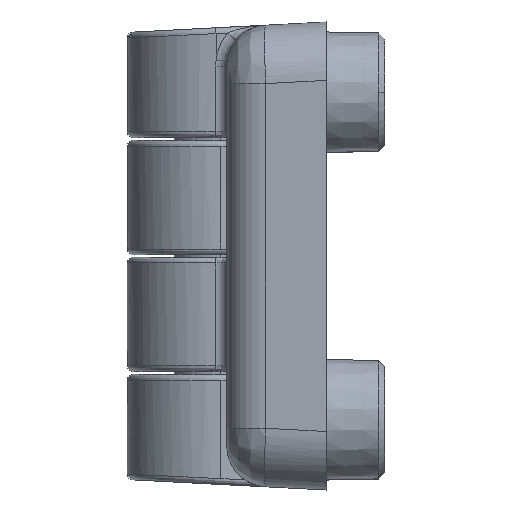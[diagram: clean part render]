
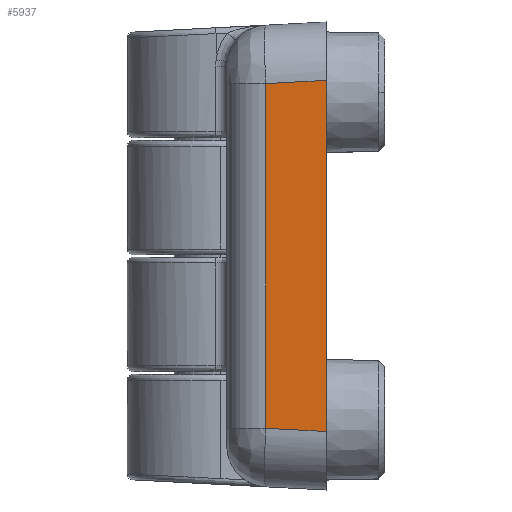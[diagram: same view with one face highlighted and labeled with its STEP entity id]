
A CAD part, left-side view. The second image highlights one B-rep face of the part: STEP entity #5937.
In plain terms, the highlighted planar face has unit normal (-0.999, 0.052, 0).
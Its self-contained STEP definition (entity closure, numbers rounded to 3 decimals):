
#103 = CARTESIAN_POINT ( 'NONE',  ( -45.05, -9., -19.99 ) ) ;
#929 = VERTEX_POINT ( 'NONE', #13090 ) ;
#1286 = DIRECTION ( 'NONE',  ( 0., 0., 1. ) ) ;
#1460 = ORIENTED_EDGE ( 'NONE', *, *, #9967, .T. ) ;
#1682 = PLANE ( 'NONE',  #3074 ) ;
#1746 = DIRECTION ( 'NONE',  ( 0., 0., -1. ) ) ;
#1771 = LINE ( 'NONE', #103, #12042 ) ;
#2081 = LINE ( 'NONE', #4468, #4870 ) ;
#2781 = CARTESIAN_POINT ( 'NONE',  ( -45.05, -9., -19.99 ) ) ;
#2817 = VERTEX_POINT ( 'NONE', #3322 ) ;
#2996 = CARTESIAN_POINT ( 'NONE',  ( -45.05, -9., -14.997 ) ) ;
#3074 = AXIS2_PLACEMENT_3D ( 'NONE', #2781, #10083, #8043 ) ;
#3118 = VECTOR ( 'NONE', #1746, 1000. ) ;
#3322 = CARTESIAN_POINT ( 'NONE',  ( -45.05, -9., 15.017 ) ) ;
#4128 = VERTEX_POINT ( 'NONE', #2996 ) ;
#4468 = CARTESIAN_POINT ( 'NONE',  ( -44.954, -7.175, 14.921 ) ) ;
#4675 = ORIENTED_EDGE ( 'NONE', *, *, #6369, .F. ) ;
#4870 = VECTOR ( 'NONE', #13187, 1000. ) ;
#4989 = EDGE_CURVE ( 'NONE', #929, #9262, #5726, .T. ) ;
#5726 = LINE ( 'NONE', #6960, #3118 ) ;
#5937 = ADVANCED_FACE ( 'NONE', ( #10779 ), #1682, .T. ) ;
#6369 = EDGE_CURVE ( 'NONE', #929, #2817, #2081, .T. ) ;
#6391 = EDGE_CURVE ( 'NONE', #4128, #2817, #1771, .T. ) ;
#6470 = ORIENTED_EDGE ( 'NONE', *, *, #4989, .T. ) ;
#6649 = DIRECTION ( 'NONE',  ( -0.052, -0.997, -0.052 ) ) ;
#6960 = CARTESIAN_POINT ( 'NONE',  ( -44.778, -3.817, -19.99 ) ) ;
#8043 = DIRECTION ( 'NONE',  ( -0.052, -0.999, 0. ) ) ;
#8364 = CARTESIAN_POINT ( 'NONE',  ( -44.778, -3.817, -14.725 ) ) ;
#8436 = EDGE_LOOP ( 'NONE', ( #1460, #12760, #4675, #6470 ) ) ;
#8569 = VECTOR ( 'NONE', #6649, 1000. ) ;
#9262 = VERTEX_POINT ( 'NONE', #8364 ) ;
#9577 = CARTESIAN_POINT ( 'NONE',  ( -44.778, -3.817, -14.725 ) ) ;
#9967 = EDGE_CURVE ( 'NONE', #9262, #4128, #11336, .T. ) ;
#10083 = DIRECTION ( 'NONE',  ( -0.999, 0.052, 0. ) ) ;
#10779 = FACE_OUTER_BOUND ( 'NONE', #8436, .T. ) ;
#11336 = LINE ( 'NONE', #9577, #8569 ) ;
#12042 = VECTOR ( 'NONE', #1286, 1000. ) ;
#12760 = ORIENTED_EDGE ( 'NONE', *, *, #6391, .T. ) ;
#13090 = CARTESIAN_POINT ( 'NONE',  ( -44.778, -3.817, 14.745 ) ) ;
#13187 = DIRECTION ( 'NONE',  ( -0.052, -0.997, 0.052 ) ) ;
